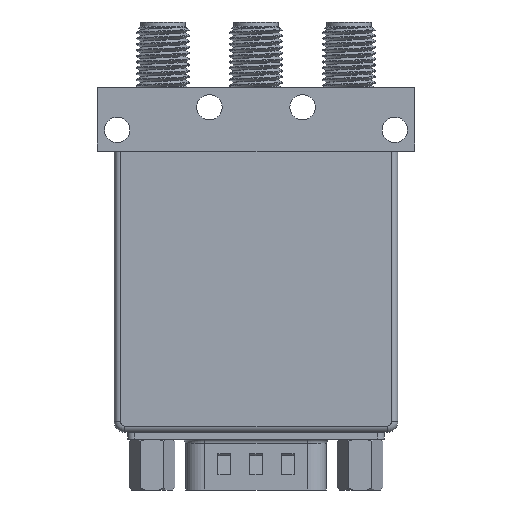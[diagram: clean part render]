
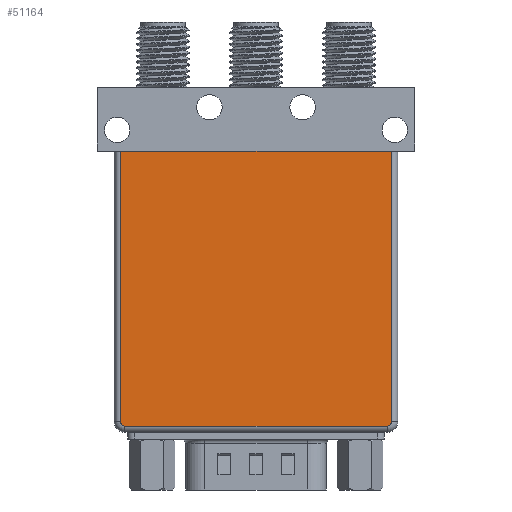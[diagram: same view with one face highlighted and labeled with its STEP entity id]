
A CAD part, front view. The second image highlights one B-rep face of the part: STEP entity #51164.
In plain terms, the highlighted planar face has unit normal (0, -1, 0).
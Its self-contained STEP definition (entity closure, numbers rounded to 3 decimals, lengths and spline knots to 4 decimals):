
#483 = DIRECTION ( 'NONE',  ( 0., -1., 0. ) ) ;
#516 = AXIS2_PLACEMENT_3D ( 'NONE', #36522, #483, #45002 ) ;
#3349 = PLANE ( 'NONE',  #45037 ) ;
#3853 = EDGE_CURVE ( 'NONE', #25578, #32228, #41737, .T. ) ;
#4172 = CARTESIAN_POINT ( 'NONE',  ( -0.64, -0.26, -0.765 ) ) ;
#4468 = LINE ( 'NONE', #21148, #37548 ) ;
#4602 = VERTEX_POINT ( 'NONE', #47632 ) ;
#6002 = VECTOR ( 'NONE', #26527, 39.3701 ) ;
#7331 = FACE_OUTER_BOUND ( 'NONE', #50344, .T. ) ;
#8440 = DIRECTION ( 'NONE',  ( 0., 0., 1. ) ) ;
#8959 = EDGE_CURVE ( 'NONE', #32746, #25578, #23383, .T. ) ;
#11216 = ORIENTED_EDGE ( 'NONE', *, *, #44844, .F. ) ;
#11465 = EDGE_CURVE ( 'NONE', #37393, #32746, #31217, .T. ) ;
#16511 = CARTESIAN_POINT ( 'NONE',  ( 0.62, -0.26, -0.785 ) ) ;
#19521 = CARTESIAN_POINT ( 'NONE',  ( 0., -0.26, 0. ) ) ;
#21148 = CARTESIAN_POINT ( 'NONE',  ( 0.64, -0.26, 0.515 ) ) ;
#22765 = CARTESIAN_POINT ( 'NONE',  ( 0.62, -0.26, -0.765 ) ) ;
#23383 = CIRCLE ( 'NONE', #516, 0.02 ) ;
#24855 = ORIENTED_EDGE ( 'NONE', *, *, #11465, .T. ) ;
#25477 = EDGE_CURVE ( 'NONE', #28082, #4602, #4468, .T. ) ;
#25578 = VERTEX_POINT ( 'NONE', #43299 ) ;
#25799 = ORIENTED_EDGE ( 'NONE', *, *, #25477, .T. ) ;
#25820 = CIRCLE ( 'NONE', #40178, 0.02 ) ;
#25869 = CARTESIAN_POINT ( 'NONE',  ( 0.62, -0.26, -0.785 ) ) ;
#26527 = DIRECTION ( 'NONE',  ( 1., 0., 0. ) ) ;
#28082 = VERTEX_POINT ( 'NONE', #40055 ) ;
#29978 = VECTOR ( 'NONE', #45730, 39.3701 ) ;
#30239 = LINE ( 'NONE', #42143, #6002 ) ;
#31217 = LINE ( 'NONE', #47121, #36698 ) ;
#32228 = VERTEX_POINT ( 'NONE', #16511 ) ;
#32746 = VERTEX_POINT ( 'NONE', #4172 ) ;
#34675 = ORIENTED_EDGE ( 'NONE', *, *, #39926, .T. ) ;
#36522 = CARTESIAN_POINT ( 'NONE',  ( -0.62, -0.26, -0.765 ) ) ;
#36698 = VECTOR ( 'NONE', #43926, 39.3701 ) ;
#37393 = VERTEX_POINT ( 'NONE', #40932 ) ;
#37548 = VECTOR ( 'NONE', #8440, 39.3701 ) ;
#39165 = DIRECTION ( 'NONE',  ( 0., 0., -1. ) ) ;
#39926 = EDGE_CURVE ( 'NONE', #32228, #28082, #25820, .T. ) ;
#40055 = CARTESIAN_POINT ( 'NONE',  ( 0.64, -0.26, -0.765 ) ) ;
#40178 = AXIS2_PLACEMENT_3D ( 'NONE', #22765, #51103, #39165 ) ;
#40932 = CARTESIAN_POINT ( 'NONE',  ( -0.64, -0.26, 0.515 ) ) ;
#41737 = LINE ( 'NONE', #25869, #29978 ) ;
#42143 = CARTESIAN_POINT ( 'NONE',  ( 0., -0.26, 0.515 ) ) ;
#43299 = CARTESIAN_POINT ( 'NONE',  ( -0.62, -0.26, -0.785 ) ) ;
#43926 = DIRECTION ( 'NONE',  ( 0., 0., -1. ) ) ;
#44425 = DIRECTION ( 'NONE',  ( 0., -1., 0. ) ) ;
#44844 = EDGE_CURVE ( 'NONE', #37393, #4602, #30239, .T. ) ;
#45002 = DIRECTION ( 'NONE',  ( 0., 0., -1. ) ) ;
#45037 = AXIS2_PLACEMENT_3D ( 'NONE', #19521, #44425, #48134 ) ;
#45730 = DIRECTION ( 'NONE',  ( 1., 0., 0. ) ) ;
#46171 = ORIENTED_EDGE ( 'NONE', *, *, #8959, .T. ) ;
#47091 = ORIENTED_EDGE ( 'NONE', *, *, #3853, .T. ) ;
#47121 = CARTESIAN_POINT ( 'NONE',  ( -0.64, -0.26, -0.765 ) ) ;
#47632 = CARTESIAN_POINT ( 'NONE',  ( 0.64, -0.26, 0.515 ) ) ;
#48134 = DIRECTION ( 'NONE',  ( 0., 0., -1. ) ) ;
#50344 = EDGE_LOOP ( 'NONE', ( #11216, #24855, #46171, #47091, #34675, #25799 ) ) ;
#51103 = DIRECTION ( 'NONE',  ( 0., -1., 0. ) ) ;
#51164 = ADVANCED_FACE ( 'NONE', ( #7331 ), #3349, .T. ) ;
